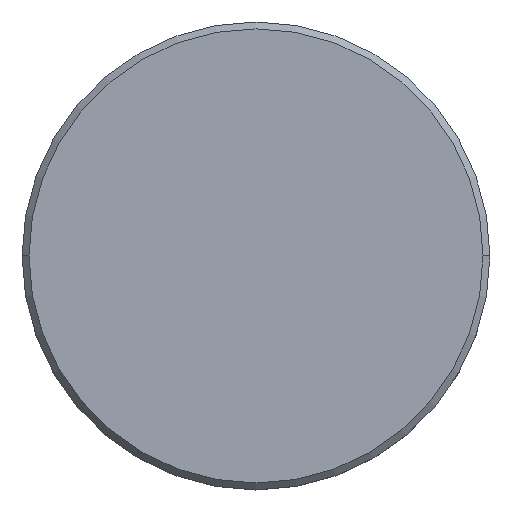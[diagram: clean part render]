
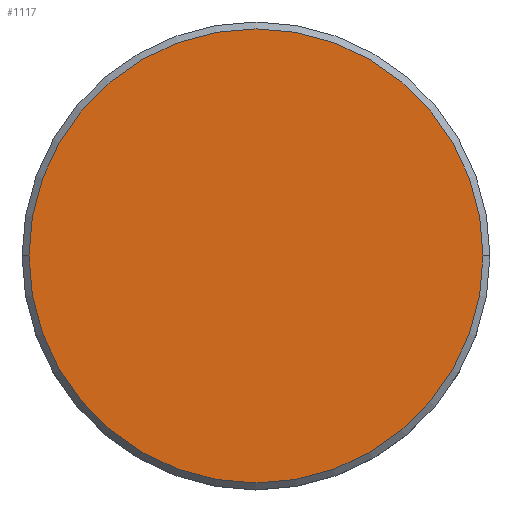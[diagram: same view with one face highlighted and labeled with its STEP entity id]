
A CAD part, top view. The second image highlights one B-rep face of the part: STEP entity #1117.
In plain terms, the highlighted planar face has unit normal (0, 0, 1).
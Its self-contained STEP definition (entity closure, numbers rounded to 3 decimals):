
#15 = AXIS2_PLACEMENT_3D ( 'NONE', #1057, #456, #1007 ) ;
#73 = DIRECTION ( 'NONE',  ( 0., 0., 1. ) ) ;
#146 = DIRECTION ( 'NONE',  ( 0., 0., 1. ) ) ;
#182 = AXIS2_PLACEMENT_3D ( 'NONE', #902, #73, #420 ) ;
#186 = CARTESIAN_POINT ( 'NONE',  ( 0., 0., 0. ) ) ;
#212 = VERTEX_POINT ( 'NONE', #1161 ) ;
#281 = ORIENTED_EDGE ( 'NONE', *, *, #859, .T. ) ;
#333 = FACE_OUTER_BOUND ( 'NONE', #393, .T. ) ;
#358 = AXIS2_PLACEMENT_3D ( 'NONE', #186, #146, #594 ) ;
#377 = CIRCLE ( 'NONE', #358, 16.5 ) ;
#393 = EDGE_LOOP ( 'NONE', ( #281, #742 ) ) ;
#420 = DIRECTION ( 'NONE',  ( 1., 0., 0. ) ) ;
#456 = DIRECTION ( 'NONE',  ( 0., 0., 1. ) ) ;
#516 = CIRCLE ( 'NONE', #15, 16.5 ) ;
#582 = EDGE_CURVE ( 'NONE', #756, #212, #516, .T. ) ;
#594 = DIRECTION ( 'NONE',  ( 1., 0., 0. ) ) ;
#644 = CARTESIAN_POINT ( 'NONE',  ( 16.5, 0., 0. ) ) ;
#696 = PLANE ( 'NONE',  #182 ) ;
#742 = ORIENTED_EDGE ( 'NONE', *, *, #582, .T. ) ;
#756 = VERTEX_POINT ( 'NONE', #644 ) ;
#859 = EDGE_CURVE ( 'NONE', #212, #756, #377, .T. ) ;
#902 = CARTESIAN_POINT ( 'NONE',  ( 0., 0., 0. ) ) ;
#1007 = DIRECTION ( 'NONE',  ( 1., 0., 0. ) ) ;
#1057 = CARTESIAN_POINT ( 'NONE',  ( 0., 0., 0. ) ) ;
#1117 = ADVANCED_FACE ( 'NONE', ( #333 ), #696, .T. ) ;
#1161 = CARTESIAN_POINT ( 'NONE',  ( -16.5, 0., 0. ) ) ;
